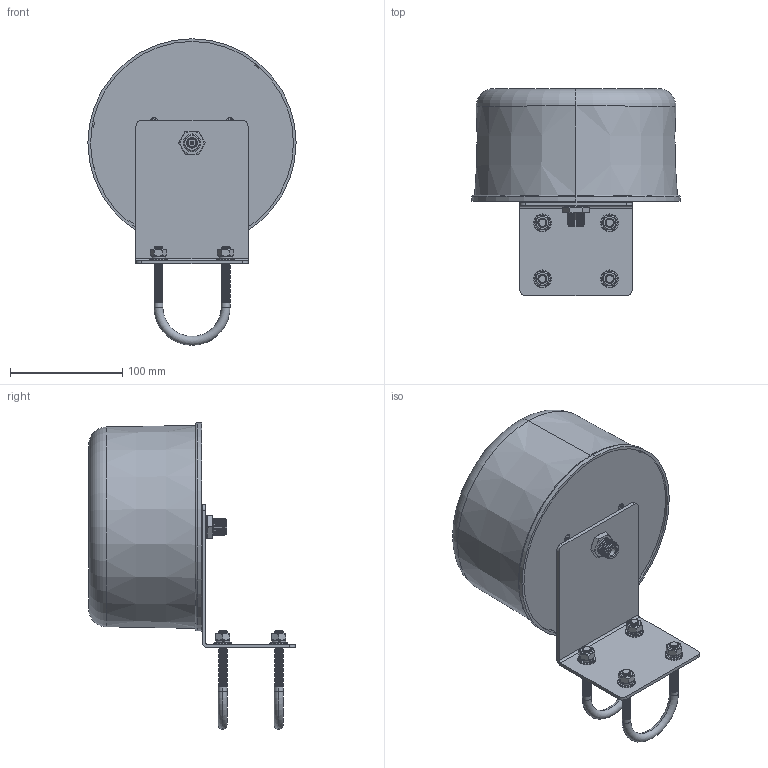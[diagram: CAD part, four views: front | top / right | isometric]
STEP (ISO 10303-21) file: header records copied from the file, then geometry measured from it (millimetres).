
FILE_DESCRIPTION (( 'STEP AP214' ), '1' );
FILE_NAME ('FM51OM1020_3D.step', '2022-12-30T19:01:07', ( '' ), ( '' ), 'SwSTEP 2.0', 'SolidWorks 2022', '' );
FILE_SCHEMA (( 'AUTOMOTIVE_DESIGN' ));
Length unit declared in the file: inch
Products named in the file (7): Copy of HG72704U_Bracket^FM51OM1020; Copy of .3125_LockWasher^FM51OM1020; Copy of HG72704U_Antenna^FM51OM1020; Copy of HG72704U_HexNut^FM51OM1020; FM51OM1020_3D; Copy of HG72704U_Ubolt^FM51OM1020; Copy of .3125_FlatWasher^FM51OM1020
Assembly tree (16 placements, depth 2):
  FM51OM1020_3D
    Copy of HG72704U_Antenna^FM51OM1020
    Copy of HG72704U_Bracket^FM51OM1020
    Copy of HG72704U_Ubolt^FM51OM1020  x2
    Copy of HG72704U_HexNut^FM51OM1020  x4
    Copy of .3125_FlatWasher^FM51OM1020  x4
    Copy of .3125_LockWasher^FM51OM1020  x4
Bounding box: 185.74 x 184.68 x 273.34 mm (x, y, z)
Volume: 2555425.3 mm3; surface area: 171241.3 mm2
Topology: 17 solids, 18 shells, 1332 faces, 2822 edges, 1541 vertices
Faces by surface type: cone 960, plane 181, torus 102, cylinder 89
Entity records: 24373 total; most frequent: DIRECTION 3910, CARTESIAN_POINT 3724, ORIENTED_EDGE 3300, EDGE_CURVE 1650, AXIS2_PLACEMENT_3D 1513, VERTEX_POINT 919, VECTOR 884, LINE 884
